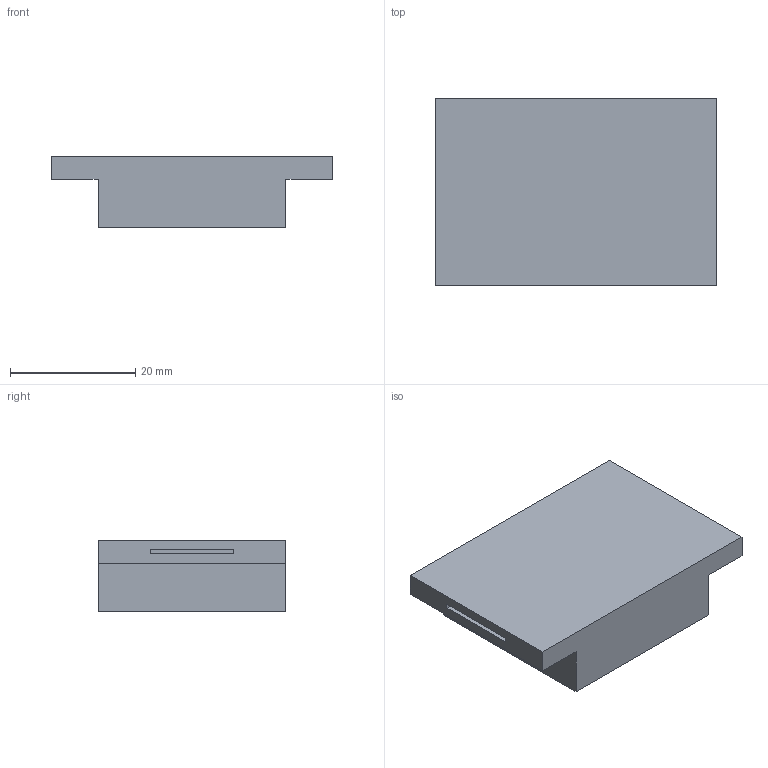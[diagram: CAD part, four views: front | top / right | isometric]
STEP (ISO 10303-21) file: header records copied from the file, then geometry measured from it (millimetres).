
FILE_DESCRIPTION(/* description */ (''),/* implementation_level */ '2;1');
FILE_NAME(/* name */ 'GPSmount v1.stp',/* time_stamp */ '2023-08-23T18:45:25+02:00',/* author */ (''),/* organization */ (''),/* preprocessor_version */ 'ST-DEVELOPER v20',/* originating_system */ 'Autodesk Translation Framework v12.9.0.99',/* authorisation */ '');
FILE_SCHEMA (('AUTOMOTIVE_DESIGN { 1 0 10303 214 3 1 1 }'));
Length unit declared in the file: millimetre
Products named in the file (1): GPSmount
Bounding box: 45 x 30 x 11.5 mm (x, y, z)
Volume: 5404.3 mm3; surface area: 5450 mm2
Topology: 1 solids, 1 shells, 28 faces, 72 edges, 48 vertices
Faces by surface type: plane 28
Entity records: 869 total; most frequent: CARTESIAN_POINT 149, ORIENTED_EDGE 144, DIRECTION 130, LINE 72, VECTOR 72, EDGE_CURVE 72, VERTEX_POINT 48, EDGE_LOOP 30
